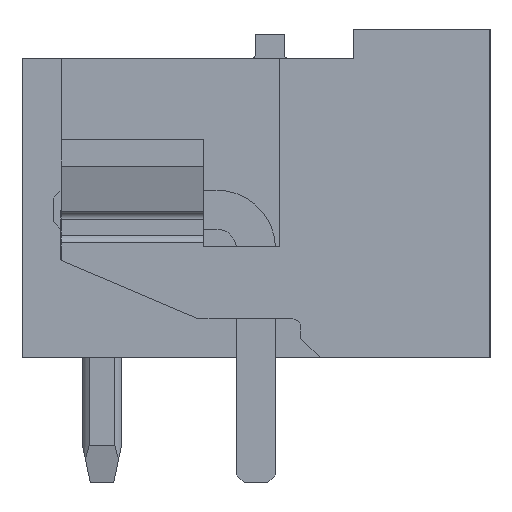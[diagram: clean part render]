
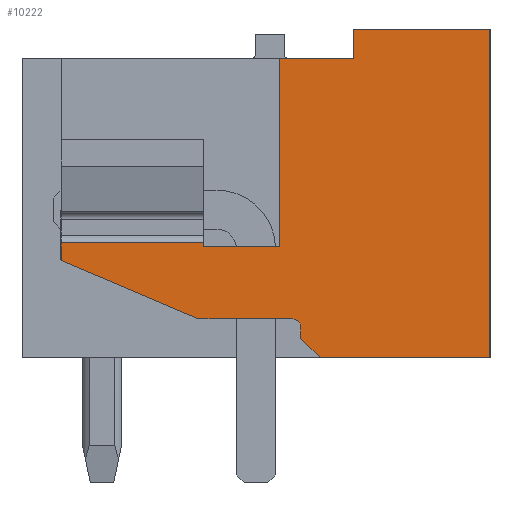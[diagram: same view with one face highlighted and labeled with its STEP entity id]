
A CAD part, left-side view. The second image highlights one B-rep face of the part: STEP entity #10222.
In plain terms, the highlighted planar face has unit normal (-1, 0, 0).
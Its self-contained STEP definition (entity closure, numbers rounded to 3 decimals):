
#9966=AXIS2_PLACEMENT_3D('Circle Axis2P3D',#9964,#9965,$) ;
#10193=AXIS2_PLACEMENT_3D('Plane Axis2P3D',#10190,#10191,#10192) ;
#269=CARTESIAN_POINT('Vertex',(0.,3.5,11.63)) ;
#272=CARTESIAN_POINT('Line Origine',(0.,1.75,11.63)) ;
#276=CARTESIAN_POINT('Vertex',(0.,0.,11.63)) ;
#839=CARTESIAN_POINT('Vertex',(0.,5.4,10.88)) ;
#842=CARTESIAN_POINT('Line Origine',(0.,4.45,10.88)) ;
#846=CARTESIAN_POINT('Vertex',(0.,3.5,10.88)) ;
#1250=CARTESIAN_POINT('Vertex',(0.,0.,3.2)) ;
#1253=CARTESIAN_POINT('Line Origine',(0.,2.177,3.2)) ;
#1257=CARTESIAN_POINT('Vertex',(0.,4.354,3.2)) ;
#4946=CARTESIAN_POINT('Line Origine',(0.,0.,7.415)) ;
#9514=CARTESIAN_POINT('Vertex',(0.,7.35,6.15)) ;
#9517=CARTESIAN_POINT('Line Origine',(0.,7.35,6.1)) ;
#9521=CARTESIAN_POINT('Vertex',(0.,7.35,6.05)) ;
#9628=CARTESIAN_POINT('Line Origine',(0.,9.175,6.15)) ;
#9632=CARTESIAN_POINT('Vertex',(0.,11.,6.15)) ;
#9854=CARTESIAN_POINT('Vertex',(0.,7.464,4.2)) ;
#9859=CARTESIAN_POINT('Line Origine',(0.,9.232,4.95)) ;
#9863=CARTESIAN_POINT('Vertex',(0.,11.,5.7)) ;
#9894=CARTESIAN_POINT('Vertex',(0.,5.054,4.2)) ;
#9899=CARTESIAN_POINT('Line Origine',(0.,6.259,4.2)) ;
#9959=CARTESIAN_POINT('Vertex',(0.,4.854,4.)) ;
#9964=CARTESIAN_POINT('Axis2P3D Location',(0.,5.054,4.)) ;
#9990=CARTESIAN_POINT('Vertex',(0.,4.854,3.7)) ;
#9995=CARTESIAN_POINT('Line Origine',(0.,4.854,3.85)) ;
#10017=CARTESIAN_POINT('Line Origine',(0.,4.604,3.45)) ;
#10043=CARTESIAN_POINT('Vertex',(0.,5.4,6.05)) ;
#10048=CARTESIAN_POINT('Line Origine',(0.,5.4,8.465)) ;
#10098=CARTESIAN_POINT('Line Origine',(0.,6.375,6.05)) ;
#10190=CARTESIAN_POINT('Axis2P3D Location',(0.,0.,0.)) ;
#10195=CARTESIAN_POINT('Line Origine',(0.,11.,5.925)) ;
#10200=CARTESIAN_POINT('Line Origine',(0.,3.5,11.255)) ;
#273=DIRECTION('Vector Direction',(0.,-1.,0.)) ;
#843=DIRECTION('Vector Direction',(0.,1.,0.)) ;
#1254=DIRECTION('Vector Direction',(0.,1.,0.)) ;
#4947=DIRECTION('Vector Direction',(0.,0.,-1.)) ;
#9518=DIRECTION('Vector Direction',(0.,0.,1.)) ;
#9629=DIRECTION('Vector Direction',(0.,1.,0.)) ;
#9860=DIRECTION('Vector Direction',(0.,-0.921,-0.391)) ;
#9900=DIRECTION('Vector Direction',(0.,-1.,0.)) ;
#9965=DIRECTION('Axis2P3D Direction',(-1.,0.,0.)) ;
#9996=DIRECTION('Vector Direction',(0.,0.,-1.)) ;
#10018=DIRECTION('Vector Direction',(0.,-0.707,-0.707)) ;
#10049=DIRECTION('Vector Direction',(0.,0.,1.)) ;
#10099=DIRECTION('Vector Direction',(0.,1.,0.)) ;
#10191=DIRECTION('Axis2P3D Direction',(-1.,0.,0.)) ;
#10192=DIRECTION('Axis2P3D XDirection',(0.,-1.,0.)) ;
#10196=DIRECTION('Vector Direction',(0.,0.,-1.)) ;
#10201=DIRECTION('Vector Direction',(0.,0.,1.)) ;
#274=VECTOR('Line Direction',#273,1.) ;
#844=VECTOR('Line Direction',#843,1.) ;
#1255=VECTOR('Line Direction',#1254,1.) ;
#4948=VECTOR('Line Direction',#4947,1.) ;
#9519=VECTOR('Line Direction',#9518,1.) ;
#9630=VECTOR('Line Direction',#9629,1.) ;
#9861=VECTOR('Line Direction',#9860,1.) ;
#9901=VECTOR('Line Direction',#9900,1.) ;
#9997=VECTOR('Line Direction',#9996,1.) ;
#10019=VECTOR('Line Direction',#10018,1.) ;
#10050=VECTOR('Line Direction',#10049,1.) ;
#10100=VECTOR('Line Direction',#10099,1.) ;
#10197=VECTOR('Line Direction',#10196,1.) ;
#10202=VECTOR('Line Direction',#10201,1.) ;
#10206=ORIENTED_EDGE('',*,*,#9523,.T.) ;
#10207=ORIENTED_EDGE('',*,*,#9634,.T.) ;
#10208=ORIENTED_EDGE('',*,*,#10199,.F.) ;
#10209=ORIENTED_EDGE('',*,*,#9865,.F.) ;
#10210=ORIENTED_EDGE('',*,*,#9903,.F.) ;
#10211=ORIENTED_EDGE('',*,*,#9968,.F.) ;
#10212=ORIENTED_EDGE('',*,*,#9999,.F.) ;
#10213=ORIENTED_EDGE('',*,*,#10021,.F.) ;
#10214=ORIENTED_EDGE('',*,*,#1259,.T.) ;
#10215=ORIENTED_EDGE('',*,*,#4950,.T.) ;
#10216=ORIENTED_EDGE('',*,*,#278,.T.) ;
#10217=ORIENTED_EDGE('',*,*,#10204,.T.) ;
#10218=ORIENTED_EDGE('',*,*,#848,.T.) ;
#10219=ORIENTED_EDGE('',*,*,#10052,.F.) ;
#10220=ORIENTED_EDGE('',*,*,#10102,.F.) ;
#10222=ADVANCED_FACE('Housing',(#10221),#10194,.T.) ;
#9967=CIRCLE('generated circle',#9966,0.2) ;
#278=EDGE_CURVE('',#277,#270,#275,.F.) ;
#848=EDGE_CURVE('',#847,#840,#845,.T.) ;
#1259=EDGE_CURVE('',#1258,#1251,#1256,.F.) ;
#4950=EDGE_CURVE('',#1251,#277,#4949,.F.) ;
#9523=EDGE_CURVE('',#9522,#9515,#9520,.T.) ;
#9634=EDGE_CURVE('',#9515,#9633,#9631,.T.) ;
#9865=EDGE_CURVE('',#9855,#9864,#9862,.F.) ;
#9903=EDGE_CURVE('',#9895,#9855,#9902,.F.) ;
#9968=EDGE_CURVE('',#9960,#9895,#9967,.T.) ;
#9999=EDGE_CURVE('',#9991,#9960,#9998,.F.) ;
#10021=EDGE_CURVE('',#1258,#9991,#10020,.F.) ;
#10052=EDGE_CURVE('',#10044,#840,#10051,.T.) ;
#10102=EDGE_CURVE('',#9522,#10044,#10101,.F.) ;
#10199=EDGE_CURVE('',#9864,#9633,#10198,.F.) ;
#10204=EDGE_CURVE('',#270,#847,#10203,.F.) ;
#10205=EDGE_LOOP('',(#10206,#10207,#10208,#10209,#10210,#10211,#10212,#10213,#10214,#10215,#10216,#10217,#10218,#10219,#10220)) ;
#10221=FACE_OUTER_BOUND('',#10205,.T.) ;
#275=LINE('Line',#272,#274) ;
#845=LINE('Line',#842,#844) ;
#1256=LINE('Line',#1253,#1255) ;
#4949=LINE('Line',#4946,#4948) ;
#9520=LINE('Line',#9517,#9519) ;
#9631=LINE('Line',#9628,#9630) ;
#9862=LINE('Line',#9859,#9861) ;
#9902=LINE('Line',#9899,#9901) ;
#9998=LINE('Line',#9995,#9997) ;
#10020=LINE('Line',#10017,#10019) ;
#10051=LINE('Line',#10048,#10050) ;
#10101=LINE('Line',#10098,#10100) ;
#10198=LINE('Line',#10195,#10197) ;
#10203=LINE('Line',#10200,#10202) ;
#10194=PLANE('',#10193) ;
#270=VERTEX_POINT('',#269) ;
#277=VERTEX_POINT('',#276) ;
#840=VERTEX_POINT('',#839) ;
#847=VERTEX_POINT('',#846) ;
#1251=VERTEX_POINT('',#1250) ;
#1258=VERTEX_POINT('',#1257) ;
#9515=VERTEX_POINT('',#9514) ;
#9522=VERTEX_POINT('',#9521) ;
#9633=VERTEX_POINT('',#9632) ;
#9855=VERTEX_POINT('',#9854) ;
#9864=VERTEX_POINT('',#9863) ;
#9895=VERTEX_POINT('',#9894) ;
#9960=VERTEX_POINT('',#9959) ;
#9991=VERTEX_POINT('',#9990) ;
#10044=VERTEX_POINT('',#10043) ;
